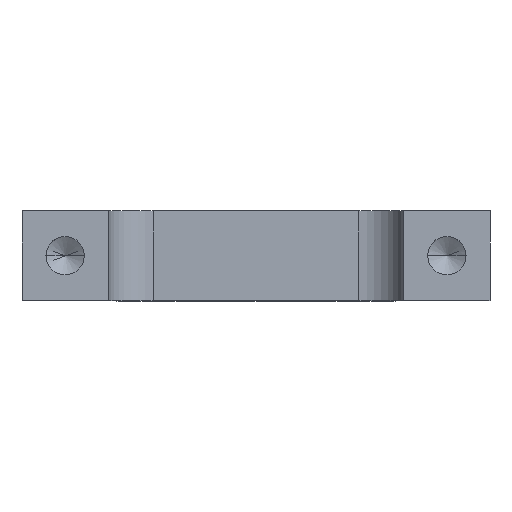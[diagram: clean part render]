
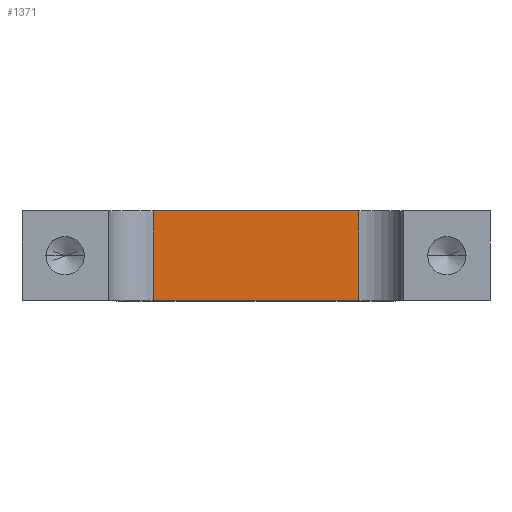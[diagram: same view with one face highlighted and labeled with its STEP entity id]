
A CAD part, top view. The second image highlights one B-rep face of the part: STEP entity #1371.
In plain terms, the highlighted planar face has unit normal (0, 0, 1).
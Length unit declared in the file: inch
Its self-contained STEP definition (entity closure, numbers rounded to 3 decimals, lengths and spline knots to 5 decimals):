
#6 = EDGE_CURVE ( 'NONE', #630, #1486, #293, .T. ) ;
#32 = CARTESIAN_POINT ( 'NONE',  ( -0.2856, 0., 0.55 ) ) ;
#52 = CARTESIAN_POINT ( 'NONE',  ( 0.2856, 0.25, 0.55 ) ) ;
#79 = CARTESIAN_POINT ( 'NONE',  ( -0.2856, 0.25, 0.55 ) ) ;
#87 = VERTEX_POINT ( 'NONE', #1377 ) ;
#233 = DIRECTION ( 'NONE',  ( 0., 1., 0. ) ) ;
#250 = EDGE_CURVE ( 'NONE', #630, #540, #868, .T. ) ;
#272 = VECTOR ( 'NONE', #900, 39.37008 ) ;
#288 = ORIENTED_EDGE ( 'NONE', *, *, #6, .F. ) ;
#293 = LINE ( 'NONE', #1616, #272 ) ;
#308 = EDGE_LOOP ( 'NONE', ( #1191, #1087, #288, #1681 ) ) ;
#466 = AXIS2_PLACEMENT_3D ( 'NONE', #550, #545, #539 ) ;
#488 = DIRECTION ( 'NONE',  ( 0., -1., 0. ) ) ;
#539 = DIRECTION ( 'NONE',  ( -1., 0., 0. ) ) ;
#540 = VERTEX_POINT ( 'NONE', #32 ) ;
#545 = DIRECTION ( 'NONE',  ( 0., 0., -1. ) ) ;
#550 = CARTESIAN_POINT ( 'NONE',  ( -0.4106, 0.25, 0.55 ) ) ;
#606 = PLANE ( 'NONE',  #466 ) ;
#630 = VERTEX_POINT ( 'NONE', #79 ) ;
#633 = CARTESIAN_POINT ( 'NONE',  ( -0.4106, 0., 0.55 ) ) ;
#650 = DIRECTION ( 'NONE',  ( 1., 0., 0. ) ) ;
#681 = CARTESIAN_POINT ( 'NONE',  ( -0.2856, 0., 0.55 ) ) ;
#766 = VECTOR ( 'NONE', #488, 39.37008 ) ;
#868 = LINE ( 'NONE', #681, #766 ) ;
#900 = DIRECTION ( 'NONE',  ( 1., 0., 0. ) ) ;
#1087 = ORIENTED_EDGE ( 'NONE', *, *, #1465, .T. ) ;
#1158 = VECTOR ( 'NONE', #650, 39.37008 ) ;
#1191 = ORIENTED_EDGE ( 'NONE', *, *, #1369, .T. ) ;
#1237 = FACE_OUTER_BOUND ( 'NONE', #308, .T. ) ;
#1275 = VECTOR ( 'NONE', #233, 39.37008 ) ;
#1369 = EDGE_CURVE ( 'NONE', #540, #87, #1528, .T. ) ;
#1371 = ADVANCED_FACE ( 'NONE', ( #1237 ), #606, .F. ) ;
#1377 = CARTESIAN_POINT ( 'NONE',  ( 0.2856, 0., 0.55 ) ) ;
#1465 = EDGE_CURVE ( 'NONE', #87, #1486, #1561, .T. ) ;
#1486 = VERTEX_POINT ( 'NONE', #1766 ) ;
#1528 = LINE ( 'NONE', #633, #1158 ) ;
#1561 = LINE ( 'NONE', #52, #1275 ) ;
#1616 = CARTESIAN_POINT ( 'NONE',  ( -0.4106, 0.25, 0.55 ) ) ;
#1681 = ORIENTED_EDGE ( 'NONE', *, *, #250, .T. ) ;
#1766 = CARTESIAN_POINT ( 'NONE',  ( 0.2856, 0.25, 0.55 ) ) ;
